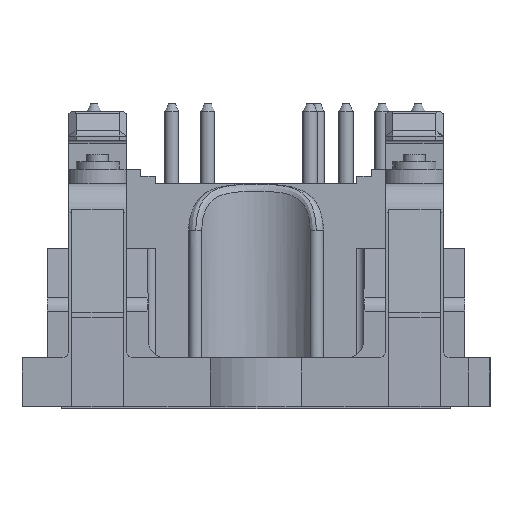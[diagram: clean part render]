
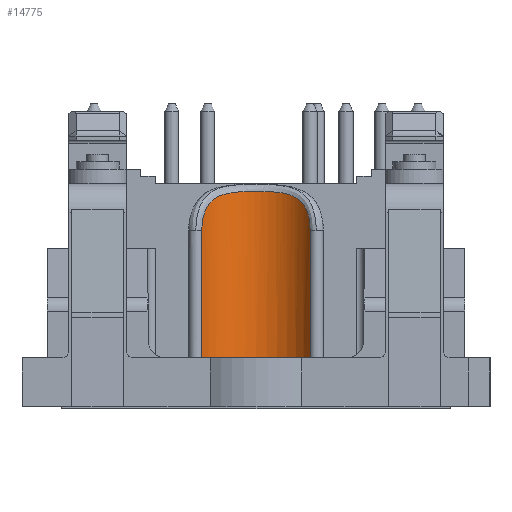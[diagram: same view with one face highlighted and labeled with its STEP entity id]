
A CAD part, left-side view. The second image highlights one B-rep face of the part: STEP entity #14775.
In plain terms, the highlighted cylindrical face has radius 4.5 mm (diameter 9 mm), a partial arc.
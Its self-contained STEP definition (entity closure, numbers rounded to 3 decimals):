
#213=B_SPLINE_CURVE_WITH_KNOTS('',3,(#21364,#21365,#21366,#21367,#21368,
#21369,#21370,#21371,#21372,#21373,#21374),.UNSPECIFIED.,.F.,.F.,(4,1,1,
1,1,1,1,1,4),(0.,0.001,0.003,0.004,
0.006,0.007,0.009,0.01,
0.012),.UNSPECIFIED.);
#397=CYLINDRICAL_SURFACE('',#15622,4.5);
#1155=LINE('',#21377,#2146);
#1156=LINE('',#21378,#2147);
#2146=VECTOR('',#17677,1000.);
#2147=VECTOR('',#17678,1000.);
#4162=ORIENTED_EDGE('',*,*,#6407,.T.);
#4163=ORIENTED_EDGE('',*,*,#6408,.T.);
#4164=ORIENTED_EDGE('',*,*,#5456,.T.);
#4165=ORIENTED_EDGE('',*,*,#6409,.T.);
#5456=EDGE_CURVE('',#6941,#6940,#7924,.F.);
#6407=EDGE_CURVE('',#7629,#7630,#213,.T.);
#6408=EDGE_CURVE('',#7630,#6941,#1155,.T.);
#6409=EDGE_CURVE('',#6940,#7629,#1156,.F.);
#6940=VERTEX_POINT('',#18843);
#6941=VERTEX_POINT('',#18845);
#7629=VERTEX_POINT('',#21375);
#7630=VERTEX_POINT('',#21376);
#7924=CIRCLE('',#15149,4.5);
#8554=EDGE_LOOP('',(#4162,#4163,#4164,#4165));
#9347=FACE_BOUND('',#8554,.T.);
#14775=ADVANCED_FACE('',(#9347),#397,.F.);
#15149=AXIS2_PLACEMENT_3D('',#18844,#16072,#16073);
#15622=AXIS2_PLACEMENT_3D('',#21363,#17675,#17676);
#16072=DIRECTION('',(0.,0.,1.));
#16073=DIRECTION('',(1.,0.,0.));
#17675=DIRECTION('',(0.,0.,-1.));
#17676=DIRECTION('',(-1.,0.,0.));
#17677=DIRECTION('',(0.,0.,-1.));
#17678=DIRECTION('',(0.,0.,-1.));
#18843=CARTESIAN_POINT('',(-25.025,-3.758,3.4));
#18844=CARTESIAN_POINT('',(-27.5,0.,3.4));
#18845=CARTESIAN_POINT('',(-25.025,3.758,3.4));
#21363=CARTESIAN_POINT('',(-27.5,0.,79.771));
#21364=CARTESIAN_POINT('',(-25.025,-3.758,12.25));
#21365=CARTESIAN_POINT('',(-25.025,-3.758,12.746));
#21366=CARTESIAN_POINT('',(-24.774,-3.615,13.729));
#21367=CARTESIAN_POINT('',(-23.867,-2.779,14.668));
#21368=CARTESIAN_POINT('',(-23.159,-1.47,14.929));
#21369=CARTESIAN_POINT('',(-22.92,0.005,14.967));
#21370=CARTESIAN_POINT('',(-23.16,1.47,14.929));
#21371=CARTESIAN_POINT('',(-23.867,2.779,14.667));
#21372=CARTESIAN_POINT('',(-24.773,3.613,13.732));
#21373=CARTESIAN_POINT('',(-25.025,3.758,12.746));
#21374=CARTESIAN_POINT('',(-25.025,3.758,12.25));
#21375=CARTESIAN_POINT('',(-25.025,-3.758,12.25));
#21376=CARTESIAN_POINT('',(-25.025,3.758,12.25));
#21377=CARTESIAN_POINT('',(-25.025,3.758,79.771));
#21378=CARTESIAN_POINT('',(-25.025,-3.758,79.771));
